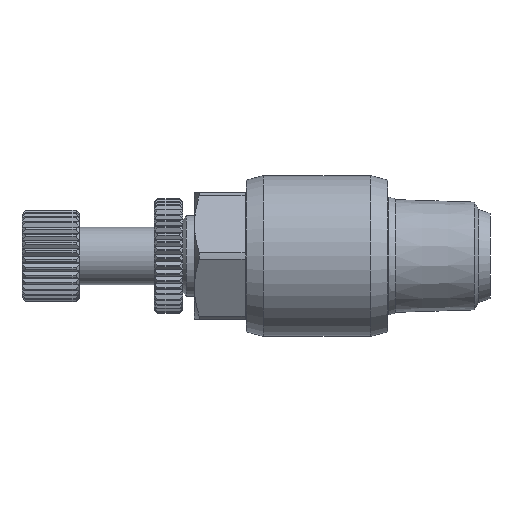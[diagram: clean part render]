
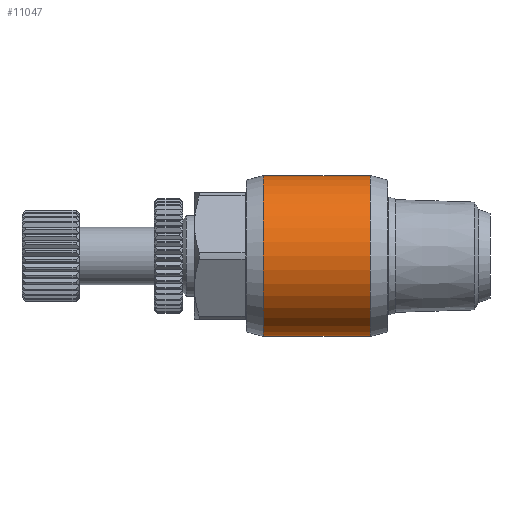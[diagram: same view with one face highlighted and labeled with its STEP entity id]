
A CAD part, left-side view. The second image highlights one B-rep face of the part: STEP entity #11047.
In plain terms, the highlighted cylindrical face has radius 7 mm (diameter 14 mm), a partial arc.
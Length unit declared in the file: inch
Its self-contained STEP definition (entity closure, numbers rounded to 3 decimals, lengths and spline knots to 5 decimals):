
#645 = CYLINDRICAL_SURFACE ( 'NONE', #1372, 0.27559 ) ;
#977 = DIRECTION ( 'NONE',  ( 0., -1., 0. ) ) ;
#1287 = ORIENTED_EDGE ( 'NONE', *, *, #21269, .F. ) ;
#1327 = CARTESIAN_POINT ( 'NONE',  ( 0., 0.59252, 0. ) ) ;
#1372 = AXIS2_PLACEMENT_3D ( 'NONE', #1327, #6555, #11836 ) ;
#2615 = DIRECTION ( 'NONE',  ( 0., 1., 0. ) ) ;
#3272 = VERTEX_POINT ( 'NONE', #15022 ) ;
#5044 = VECTOR ( 'NONE', #21569, 39.37008 ) ;
#5993 = CARTESIAN_POINT ( 'NONE',  ( 0., 0.40945, -0.27559 ) ) ;
#6470 = EDGE_CURVE ( 'NONE', #8974, #3272, #19315, .T. ) ;
#6555 = DIRECTION ( 'NONE',  ( 0., 1., 0. ) ) ;
#6814 = ORIENTED_EDGE ( 'NONE', *, *, #20074, .T. ) ;
#7144 = AXIS2_PLACEMENT_3D ( 'NONE', #20493, #10123, #22238 ) ;
#7162 = ORIENTED_EDGE ( 'NONE', *, *, #21946, .T. ) ;
#8974 = VERTEX_POINT ( 'NONE', #5993 ) ;
#9042 = LINE ( 'NONE', #21728, #13078 ) ;
#9664 = LINE ( 'NONE', #21645, #5044 ) ;
#10123 = DIRECTION ( 'NONE',  ( 0., 1., 0. ) ) ;
#11047 = ADVANCED_FACE ( 'NONE', ( #12130 ), #645, .T. ) ;
#11352 = CIRCLE ( 'NONE', #21229, 0.27559 ) ;
#11425 = CARTESIAN_POINT ( 'NONE',  ( 0., 0.77559, 0. ) ) ;
#11743 = VERTEX_POINT ( 'NONE', #17956 ) ;
#11836 = DIRECTION ( 'NONE',  ( 0., 0., 1. ) ) ;
#12130 = FACE_OUTER_BOUND ( 'NONE', #15486, .T. ) ;
#13078 = VECTOR ( 'NONE', #2615, 39.37008 ) ;
#13159 = DIRECTION ( 'NONE',  ( 0., 0., 1. ) ) ;
#13788 = CARTESIAN_POINT ( 'NONE',  ( 0., 0.77559, -0.27559 ) ) ;
#15022 = CARTESIAN_POINT ( 'NONE',  ( 0., 0.40945, 0.27559 ) ) ;
#15486 = EDGE_LOOP ( 'NONE', ( #1287, #19756, #7162, #6814 ) ) ;
#17956 = CARTESIAN_POINT ( 'NONE',  ( 0., 0.77559, 0.27559 ) ) ;
#19315 = CIRCLE ( 'NONE', #7144, 0.27559 ) ;
#19363 = VERTEX_POINT ( 'NONE', #13788 ) ;
#19756 = ORIENTED_EDGE ( 'NONE', *, *, #6470, .T. ) ;
#20074 = EDGE_CURVE ( 'NONE', #11743, #19363, #11352, .T. ) ;
#20493 = CARTESIAN_POINT ( 'NONE',  ( 0., 0.40945, 0. ) ) ;
#21229 = AXIS2_PLACEMENT_3D ( 'NONE', #11425, #977, #13159 ) ;
#21269 = EDGE_CURVE ( 'NONE', #8974, #19363, #9664, .T. ) ;
#21569 = DIRECTION ( 'NONE',  ( 0., 1., 0. ) ) ;
#21645 = CARTESIAN_POINT ( 'NONE',  ( 0., 0.59252, -0.27559 ) ) ;
#21728 = CARTESIAN_POINT ( 'NONE',  ( 0., 0.59252, 0.27559 ) ) ;
#21946 = EDGE_CURVE ( 'NONE', #3272, #11743, #9042, .T. ) ;
#22238 = DIRECTION ( 'NONE',  ( 0., 0., 1. ) ) ;
